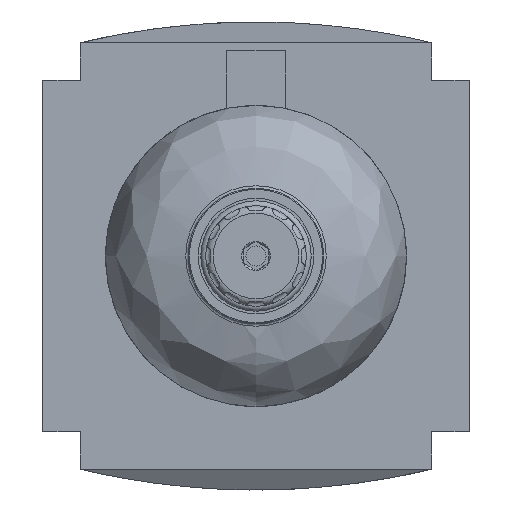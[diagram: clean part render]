
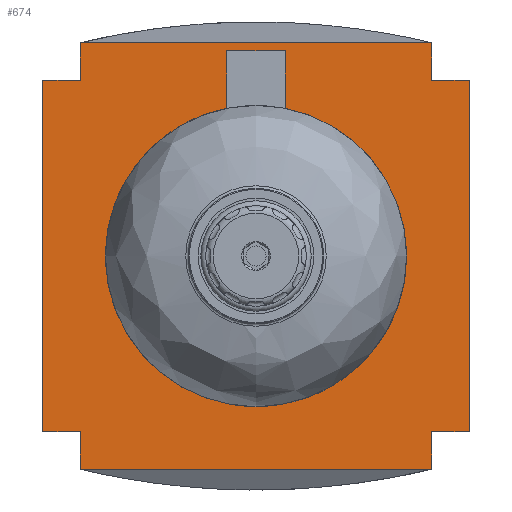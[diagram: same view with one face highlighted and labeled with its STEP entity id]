
A CAD part, front view. The second image highlights one B-rep face of the part: STEP entity #674.
In plain terms, the highlighted planar face has unit normal (0, -1, 0).
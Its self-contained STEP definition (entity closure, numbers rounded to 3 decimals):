
#674 = ADVANCED_FACE( '', ( #1608 ), #1609, .F. );
#1608 = FACE_OUTER_BOUND( '', #2872, .T. );
#1609 = PLANE( '', #2873 );
#2872 = EDGE_LOOP( '', ( #4780, #4781, #4782, #4783, #4784, #4785, #4786, #4787, #4788, #4789, #4790, #4791 ) );
#2873 = AXIS2_PLACEMENT_3D( '', #4792, #4793, #4794 );
#4780 = ORIENTED_EDGE( '', *, *, #7854, .F. );
#4781 = ORIENTED_EDGE( '', *, *, #7255, .F. );
#4782 = ORIENTED_EDGE( '', *, *, #7855, .F. );
#4783 = ORIENTED_EDGE( '', *, *, #7856, .T. );
#4784 = ORIENTED_EDGE( '', *, *, #7857, .F. );
#4785 = ORIENTED_EDGE( '', *, *, #7858, .T. );
#4786 = ORIENTED_EDGE( '', *, *, #7628, .F. );
#4787 = ORIENTED_EDGE( '', *, *, #7262, .T. );
#4788 = ORIENTED_EDGE( '', *, *, #7859, .T. );
#4789 = ORIENTED_EDGE( '', *, *, #7860, .F. );
#4790 = ORIENTED_EDGE( '', *, *, #7861, .F. );
#4791 = ORIENTED_EDGE( '', *, *, #7862, .T. );
#4792 = CARTESIAN_POINT( '', ( 0., -51., 103.36 ) );
#4793 = DIRECTION( '', ( 0., 1., 0. ) );
#4794 = DIRECTION( '', ( 0., 0., 1. ) );
#7255 = EDGE_CURVE( '', #8628, #8630, #8631, .T. );
#7262 = EDGE_CURVE( '', #8643, #8641, #8644, .T. );
#7628 = EDGE_CURVE( '', #8643, #9269, #9270, .T. );
#7854 = EDGE_CURVE( '', #8630, #9321, #9638, .T. );
#7855 = EDGE_CURVE( '', #9639, #8628, #9640, .T. );
#7856 = EDGE_CURVE( '', #9639, #9641, #9642, .T. );
#7857 = EDGE_CURVE( '', #9643, #9641, #9644, .T. );
#7858 = EDGE_CURVE( '', #9643, #9269, #9645, .T. );
#7859 = EDGE_CURVE( '', #8641, #9646, #9647, .T. );
#7860 = EDGE_CURVE( '', #9648, #9646, #9649, .T. );
#7861 = EDGE_CURVE( '', #9317, #9648, #9650, .T. );
#7862 = EDGE_CURVE( '', #9317, #9321, #9651, .T. );
#8628 = VERTEX_POINT( '', #10668 );
#8630 = VERTEX_POINT( '', #10671 );
#8631 = LINE( '', #10672, #10673 );
#8641 = VERTEX_POINT( '', #10686 );
#8643 = VERTEX_POINT( '', #10689 );
#8644 = LINE( '', #10690, #10691 );
#9269 = VERTEX_POINT( '', #11736 );
#9270 = LINE( '', #11737, #11738 );
#9317 = VERTEX_POINT( '', #11803 );
#9321 = VERTEX_POINT( '', #11808 );
#9638 = LINE( '', #12311, #12312 );
#9639 = VERTEX_POINT( '', #12313 );
#9640 = LINE( '', #12314, #12315 );
#9641 = VERTEX_POINT( '', #12316 );
#9642 = LINE( '', #12317, #12318 );
#9643 = VERTEX_POINT( '', #12319 );
#9644 = LINE( '', #12320, #12321 );
#9645 = LINE( '', #12322, #12323 );
#9646 = VERTEX_POINT( '', #12324 );
#9647 = LINE( '', #12325, #12326 );
#9648 = VERTEX_POINT( '', #12327 );
#9649 = LINE( '', #12328, #12329 );
#9650 = LINE( '', #12330, #12331 );
#9651 = LINE( '', #12332, #12333 );
#10668 = CARTESIAN_POINT( '', ( 42.5, -51., -35. ) );
#10671 = CARTESIAN_POINT( '', ( 35., -51., -35. ) );
#10672 = CARTESIAN_POINT( '', ( 42.5, -51., -35. ) );
#10673 = VECTOR( '', #14157, 1000. );
#10686 = CARTESIAN_POINT( '', ( -42.5, -51., 35. ) );
#10689 = CARTESIAN_POINT( '', ( -35., -51., 35. ) );
#10690 = CARTESIAN_POINT( '', ( 42.5, -51., 35. ) );
#10691 = VECTOR( '', #14165, 1000. );
#11736 = CARTESIAN_POINT( '', ( -35., -51., 42.5 ) );
#11737 = CARTESIAN_POINT( '', ( -35., -51., -42.5 ) );
#11738 = VECTOR( '', #14554, 1000. );
#11803 = CARTESIAN_POINT( '', ( -35., -51., -42.5 ) );
#11808 = CARTESIAN_POINT( '', ( 35., -51., -42.5 ) );
#12311 = CARTESIAN_POINT( '', ( 35., -51., 42.5 ) );
#12312 = VECTOR( '', #14812, 1000. );
#12313 = CARTESIAN_POINT( '', ( 42.5, -51., 35. ) );
#12314 = CARTESIAN_POINT( '', ( 42.5, -51., 35. ) );
#12315 = VECTOR( '', #14813, 1000. );
#12316 = CARTESIAN_POINT( '', ( 35., -51., 35. ) );
#12317 = CARTESIAN_POINT( '', ( 42.5, -51., 35. ) );
#12318 = VECTOR( '', #14814, 1000. );
#12319 = CARTESIAN_POINT( '', ( 35., -51., 42.5 ) );
#12320 = CARTESIAN_POINT( '', ( 35., -51., 42.5 ) );
#12321 = VECTOR( '', #14815, 1000. );
#12322 = CARTESIAN_POINT( '', ( 0., -51., 42.5 ) );
#12323 = VECTOR( '', #14816, 1000. );
#12324 = CARTESIAN_POINT( '', ( -42.5, -51., -35. ) );
#12325 = CARTESIAN_POINT( '', ( -42.5, -51., 35. ) );
#12326 = VECTOR( '', #14817, 1000. );
#12327 = CARTESIAN_POINT( '', ( -35., -51., -35. ) );
#12328 = CARTESIAN_POINT( '', ( 42.5, -51., -35. ) );
#12329 = VECTOR( '', #14818, 1000. );
#12330 = CARTESIAN_POINT( '', ( -35., -51., -42.5 ) );
#12331 = VECTOR( '', #14819, 1000. );
#12332 = CARTESIAN_POINT( '', ( 0., -51., -42.5 ) );
#12333 = VECTOR( '', #14820, 1000. );
#14157 = DIRECTION( '', ( -1., 0., 0. ) );
#14165 = DIRECTION( '', ( -1., 0., 0. ) );
#14554 = DIRECTION( '', ( 0., 0., 1. ) );
#14812 = DIRECTION( '', ( 0., 0., -1. ) );
#14813 = DIRECTION( '', ( 0., 0., -1. ) );
#14814 = DIRECTION( '', ( -1., 0., 0. ) );
#14815 = DIRECTION( '', ( 0., 0., -1. ) );
#14816 = DIRECTION( '', ( -1., 0., 0. ) );
#14817 = DIRECTION( '', ( 0., 0., -1. ) );
#14818 = DIRECTION( '', ( -1., 0., 0. ) );
#14819 = DIRECTION( '', ( 0., 0., 1. ) );
#14820 = DIRECTION( '', ( 1., 0., 0. ) );
